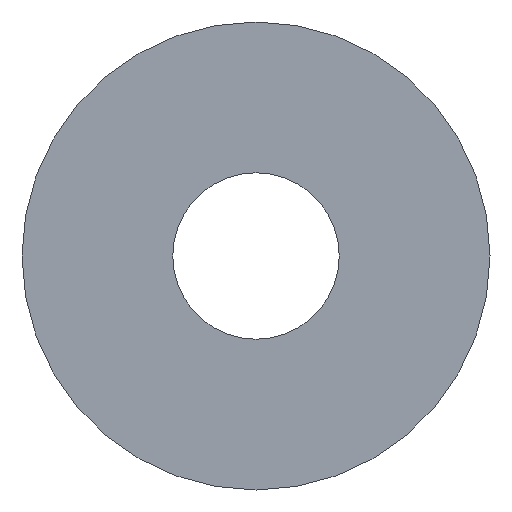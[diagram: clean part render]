
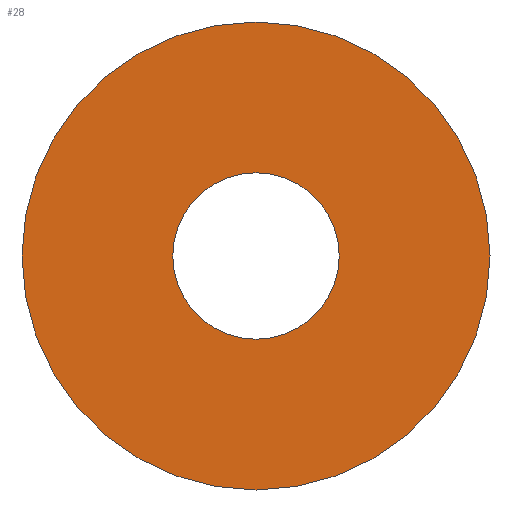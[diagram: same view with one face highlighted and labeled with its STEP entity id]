
A CAD part, front view. The second image highlights one B-rep face of the part: STEP entity #28.
In plain terms, the highlighted planar face has unit normal (0, -1, 0).
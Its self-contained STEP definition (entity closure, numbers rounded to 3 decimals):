
#2 = CARTESIAN_POINT ( 'NONE',  ( 0., -18., 0. ) ) ;
#13 = PLANE ( 'NONE',  #120 ) ;
#17 = DIRECTION ( 'NONE',  ( 0., 1., 0. ) ) ;
#20 = CARTESIAN_POINT ( 'NONE',  ( 0., -18., 0. ) ) ;
#21 = VERTEX_POINT ( 'NONE', #36 ) ;
#27 = CIRCLE ( 'NONE', #199, 1.6 ) ;
#28 = ADVANCED_FACE ( 'NONE', ( #170, #186 ), #13, .F. ) ;
#29 = CARTESIAN_POINT ( 'NONE',  ( 0., -18., 0. ) ) ;
#36 = CARTESIAN_POINT ( 'NONE',  ( 0., -18., -1.6 ) ) ;
#38 = DIRECTION ( 'NONE',  ( 0., 0., 1. ) ) ;
#50 = AXIS2_PLACEMENT_3D ( 'NONE', #20, #17, #70 ) ;
#57 = DIRECTION ( 'NONE',  ( 0., 1., 0. ) ) ;
#58 = CIRCLE ( 'NONE', #142, 4.5 ) ;
#63 = CIRCLE ( 'NONE', #50, 1.6 ) ;
#64 = EDGE_CURVE ( 'NONE', #99, #150, #58, .T. ) ;
#70 = DIRECTION ( 'NONE',  ( 0., 0., 1. ) ) ;
#72 = DIRECTION ( 'NONE',  ( 0., 0., 1. ) ) ;
#74 = EDGE_CURVE ( 'NONE', #21, #167, #27, .T. ) ;
#82 = EDGE_CURVE ( 'NONE', #150, #99, #178, .T. ) ;
#86 = DIRECTION ( 'NONE',  ( 0., 0., 1. ) ) ;
#97 = CARTESIAN_POINT ( 'NONE',  ( 0., -18., 0. ) ) ;
#99 = VERTEX_POINT ( 'NONE', #131 ) ;
#111 = EDGE_CURVE ( 'NONE', #167, #21, #63, .T. ) ;
#116 = ORIENTED_EDGE ( 'NONE', *, *, #64, .F. ) ;
#120 = AXIS2_PLACEMENT_3D ( 'NONE', #29, #166, #86 ) ;
#121 = ORIENTED_EDGE ( 'NONE', *, *, #74, .T. ) ;
#124 = CARTESIAN_POINT ( 'NONE',  ( 0., -18., -4.5 ) ) ;
#127 = CARTESIAN_POINT ( 'NONE',  ( 0., -18., 1.6 ) ) ;
#131 = CARTESIAN_POINT ( 'NONE',  ( 0., -18., 4.5 ) ) ;
#132 = EDGE_LOOP ( 'NONE', ( #184, #121 ) ) ;
#136 = EDGE_LOOP ( 'NONE', ( #138, #116 ) ) ;
#138 = ORIENTED_EDGE ( 'NONE', *, *, #82, .F. ) ;
#142 = AXIS2_PLACEMENT_3D ( 'NONE', #2, #57, #38 ) ;
#143 = DIRECTION ( 'NONE',  ( 0., 0., 1. ) ) ;
#150 = VERTEX_POINT ( 'NONE', #124 ) ;
#159 = DIRECTION ( 'NONE',  ( 0., 1., 0. ) ) ;
#166 = DIRECTION ( 'NONE',  ( 0., 1., 0. ) ) ;
#167 = VERTEX_POINT ( 'NONE', #127 ) ;
#169 = AXIS2_PLACEMENT_3D ( 'NONE', #190, #159, #143 ) ;
#170 = FACE_BOUND ( 'NONE', #132, .T. ) ;
#178 = CIRCLE ( 'NONE', #169, 4.5 ) ;
#184 = ORIENTED_EDGE ( 'NONE', *, *, #111, .T. ) ;
#186 = FACE_OUTER_BOUND ( 'NONE', #136, .T. ) ;
#187 = DIRECTION ( 'NONE',  ( 0., 1., 0. ) ) ;
#190 = CARTESIAN_POINT ( 'NONE',  ( 0., -18., 0. ) ) ;
#199 = AXIS2_PLACEMENT_3D ( 'NONE', #97, #187, #72 ) ;
